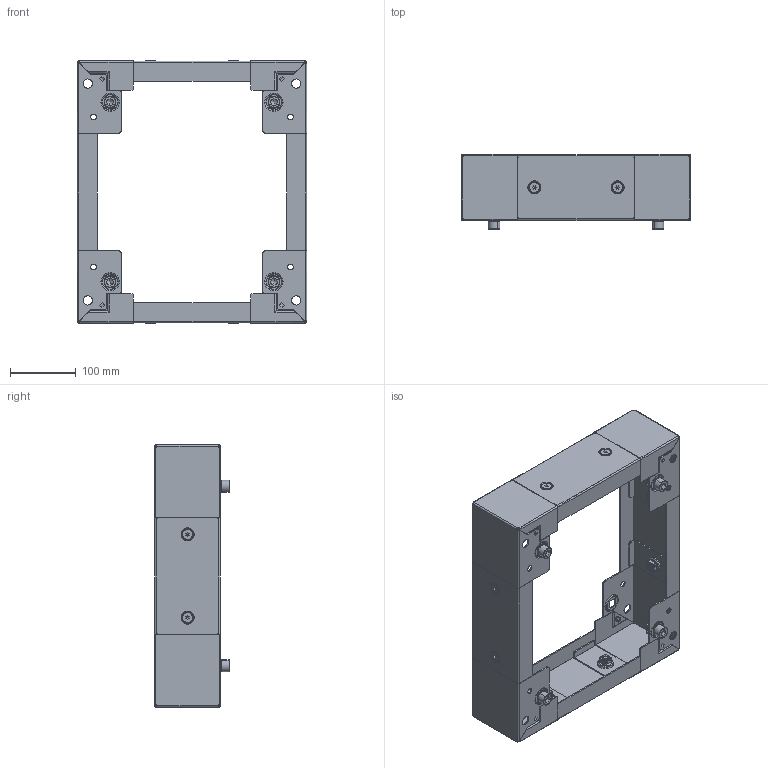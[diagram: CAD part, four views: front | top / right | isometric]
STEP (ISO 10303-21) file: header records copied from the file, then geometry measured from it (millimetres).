
FILE_DESCRIPTION (( 'STEP AP203' ), '1' );
FILE_NAME ('R5ZE441.step', '2011-02-16T14:43:25', ( 'User' ), ( 'DKC' ), 'SwSTEP 2.0', 'SolidWorks 2010', '' );
FILE_SCHEMA (( 'CONFIG_CONTROL_DESIGN' ));
Length unit declared in the file: millimetre
Products named in the file (11): dado quadrato M8_Default; Assem gabbia+dado M8; Angolare per zoccolo altezza 100 (according to example)_QB08C043; Profilo frontale per larghezza_400; R5ZE441; gabbia M12_Default; dado quadrato M12_Default; Assem gabbia+dado M12; Capscrew with recessed hexahedron M12 x 20_ISO 4762 M12 x 20 --- 20S; Sunk crew with recessed hexahedron M8 x 10_ISO 10642 - M8 x 16 --- 16S; gabbia M8_Default
Assembly tree (36 placements, depth 3):
  R5ZE441
    Angolare per zoccolo altezza 100 (according to example)_QB08C043  x4
    Capscrew with recessed hexahedron M12 x 20_ISO 4762 M12 x 20 --- 20S  x4
    Assem gabbia+dado M8  x8
      dado quadrato M8_Default
      gabbia M8_Default
    Assem gabbia+dado M12  x4
      gabbia M12_Default
      dado quadrato M12_Default
    Sunk crew with recessed hexahedron M8 x 10_ISO 10642 - M8 x 16 --- 16S  x8
    Profilo frontale per larghezza_400  x4
Bounding box: 350.14 x 114.5 x 400.14 mm (x, y, z)
Volume: 631348.2 mm3; surface area: 649676 mm2
Topology: 44 solids, 44 shells, 3908 faces, 9320 edges, 5532 vertices
Faces by surface type: plane 2164, cylinder 904, cone 648, torus 112, bspline 80
Entity records: 24793 total; most frequent: CARTESIAN_POINT 4758, DIRECTION 3878, ORIENTED_EDGE 3724, EDGE_CURVE 1862, AXIS2_PLACEMENT_3D 1364, LINE 1150, VECTOR 1150, VERTEX_POINT 1108
